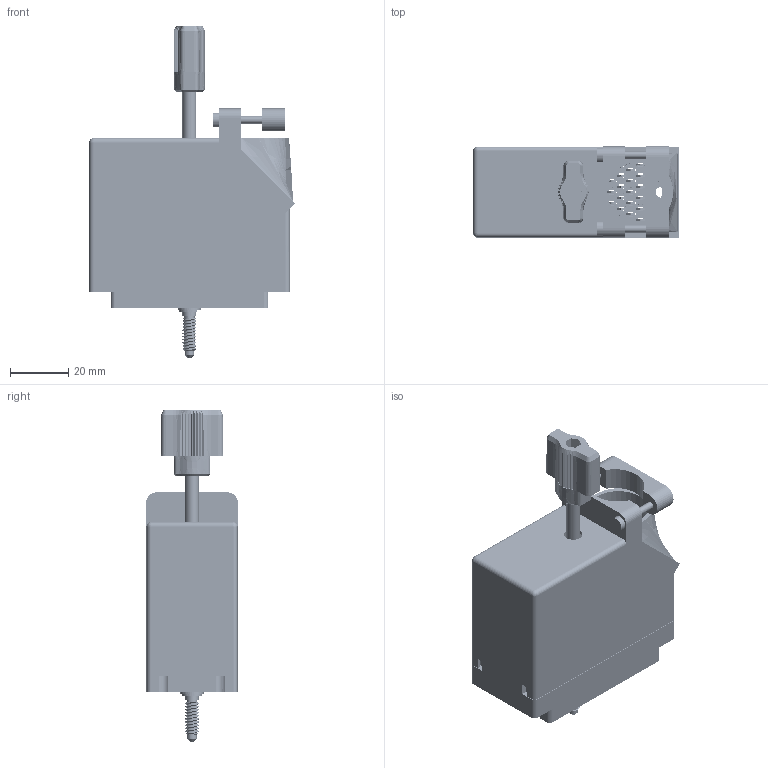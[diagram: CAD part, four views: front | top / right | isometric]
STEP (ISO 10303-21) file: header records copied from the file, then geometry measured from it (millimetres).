
FILE_DESCRIPTION (( 'STEP AP203' ), '1' );
FILE_NAME ('516-090-541-115.STEP', '2020-03-10T21:44:56', ( '' ), ( '' ), 'SwSTEP 2.0', 'SolidWorks 2016', '' );
FILE_SCHEMA (( 'CONFIG_CONTROL_DESIGN' ));
Length unit declared in the file: inch
Products named in the file (11): Actuating Screw Assy 090-120; 516 Plug Insulator_090; 516-292-001_541 Contact; Grub Screw; 516-253-095-100; 516-090-541-115; 516-254-091-109; 516-230-001_Plastic - 090 Top Entry; 516-250-091-111; 516-253-190-107; 516-251-095-100
Assembly tree (100 placements, depth 3):
  516-090-541-115
    516 Plug Insulator_090
    516-292-001_541 Contact  x90
    516-230-001_Plastic - 090 Top Entry
    Actuating Screw Assy 090-120
      516-251-095-100
      516-254-091-109
      516-253-095-100  x2
      516-253-190-107
      516-250-091-111
      Grub Screw
Bounding box: 70.83 x 31.75 x 114.34 mm (x, y, z)
Volume: 42544.9 mm3; surface area: 65874.4 mm2
Topology: 99 solids, 99 shells, 8700 faces, 25163 edges, 16684 vertices
Faces by surface type: plane 5312, cylinder 2764, bspline 560, cone 62, sphere 2
Entity records: 86740 total; most frequent: CARTESIAN_POINT 21097, ORIENTED_EDGE 13274, DIRECTION 12740, EDGE_CURVE 6637, LINE 4792, VECTOR 4792, VERTEX_POINT 4394, AXIS2_PLACEMENT_3D 3974
